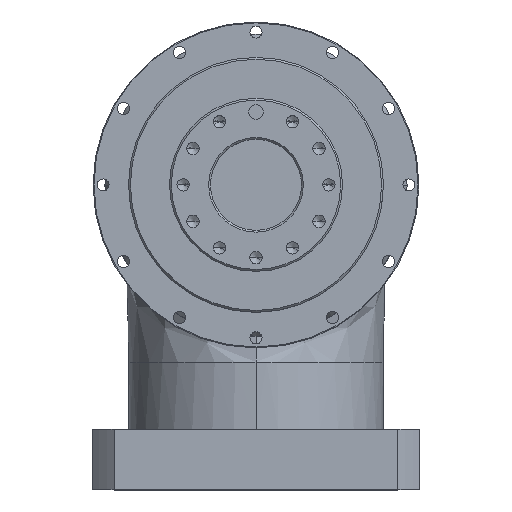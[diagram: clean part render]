
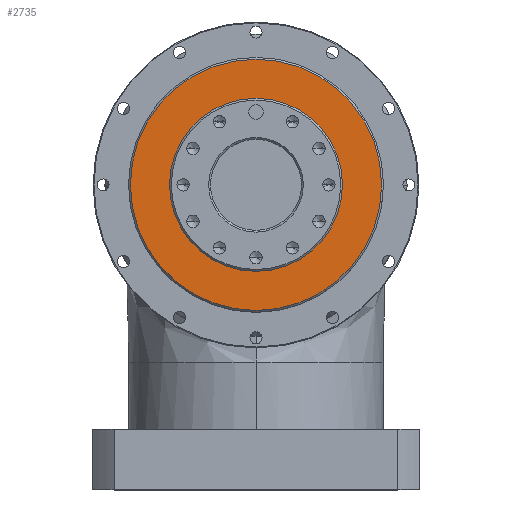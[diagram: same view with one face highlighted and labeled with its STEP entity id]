
A CAD part, top view. The second image highlights one B-rep face of the part: STEP entity #2735.
In plain terms, the highlighted planar face has unit normal (0, 0, 1).
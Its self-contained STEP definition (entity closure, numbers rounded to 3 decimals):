
#9 = EDGE_CURVE ( 'NONE', #7513, #8333, #8893, .T. ) ;
#483 = CIRCLE ( 'NONE', #1259, 47.5 ) ;
#769 = CIRCLE ( 'NONE', #5855, 69. ) ;
#1259 = AXIS2_PLACEMENT_3D ( 'NONE', #7874, #2719, #8769 ) ;
#1470 = ORIENTED_EDGE ( 'NONE', *, *, #4899, .F. ) ;
#1481 = CARTESIAN_POINT ( 'NONE',  ( -47.5, 0., 172. ) ) ;
#1774 = EDGE_LOOP ( 'NONE', ( #5666, #8522 ) ) ;
#1813 = EDGE_CURVE ( 'NONE', #8333, #7513, #769, .T. ) ;
#2719 = DIRECTION ( 'NONE',  ( 0., 0., 1. ) ) ;
#2735 = ADVANCED_FACE ( 'NONE', ( #5735, #2937 ), #3683, .T. ) ;
#2937 = FACE_BOUND ( 'NONE', #4334, .T. ) ;
#2955 = DIRECTION ( 'NONE',  ( 0., 0., 1. ) ) ;
#3190 = EDGE_CURVE ( 'NONE', #4376, #4878, #483, .T. ) ;
#3683 = PLANE ( 'NONE',  #7178 ) ;
#3794 = DIRECTION ( 'NONE',  ( 1., 0., 0. ) ) ;
#4150 = DIRECTION ( 'NONE',  ( 0., 0., 1. ) ) ;
#4334 = EDGE_LOOP ( 'NONE', ( #1470, #7689 ) ) ;
#4376 = VERTEX_POINT ( 'NONE', #1481 ) ;
#4506 = DIRECTION ( 'NONE',  ( 0., 0., 1. ) ) ;
#4545 = DIRECTION ( 'NONE',  ( 1., 0., 0. ) ) ;
#4878 = VERTEX_POINT ( 'NONE', #5445 ) ;
#4899 = EDGE_CURVE ( 'NONE', #4878, #4376, #5383, .T. ) ;
#5383 = CIRCLE ( 'NONE', #7309, 47.5 ) ;
#5445 = CARTESIAN_POINT ( 'NONE',  ( 47.5, 0., 172. ) ) ;
#5534 = CARTESIAN_POINT ( 'NONE',  ( 0., 0., 172. ) ) ;
#5569 = CARTESIAN_POINT ( 'NONE',  ( 69., 0., 172. ) ) ;
#5666 = ORIENTED_EDGE ( 'NONE', *, *, #9, .T. ) ;
#5735 = FACE_OUTER_BOUND ( 'NONE', #1774, .T. ) ;
#5855 = AXIS2_PLACEMENT_3D ( 'NONE', #9391, #4150, #10299 ) ;
#7178 = AXIS2_PLACEMENT_3D ( 'NONE', #8002, #4506, #4545 ) ;
#7309 = AXIS2_PLACEMENT_3D ( 'NONE', #8114, #2955, #9005 ) ;
#7513 = VERTEX_POINT ( 'NONE', #9706 ) ;
#7689 = ORIENTED_EDGE ( 'NONE', *, *, #3190, .F. ) ;
#7874 = CARTESIAN_POINT ( 'NONE',  ( 0., 0., 172. ) ) ;
#8002 = CARTESIAN_POINT ( 'NONE',  ( 0., 0., 172. ) ) ;
#8114 = CARTESIAN_POINT ( 'NONE',  ( 0., 0., 172. ) ) ;
#8116 = DIRECTION ( 'NONE',  ( 0., 0., 1. ) ) ;
#8333 = VERTEX_POINT ( 'NONE', #5569 ) ;
#8522 = ORIENTED_EDGE ( 'NONE', *, *, #1813, .T. ) ;
#8769 = DIRECTION ( 'NONE',  ( 1., 0., 0. ) ) ;
#8847 = AXIS2_PLACEMENT_3D ( 'NONE', #5534, #8116, #3794 ) ;
#8893 = CIRCLE ( 'NONE', #8847, 69. ) ;
#9005 = DIRECTION ( 'NONE',  ( 1., 0., 0. ) ) ;
#9391 = CARTESIAN_POINT ( 'NONE',  ( 0., 0., 172. ) ) ;
#9706 = CARTESIAN_POINT ( 'NONE',  ( -69., 0., 172. ) ) ;
#10299 = DIRECTION ( 'NONE',  ( 1., 0., 0. ) ) ;
